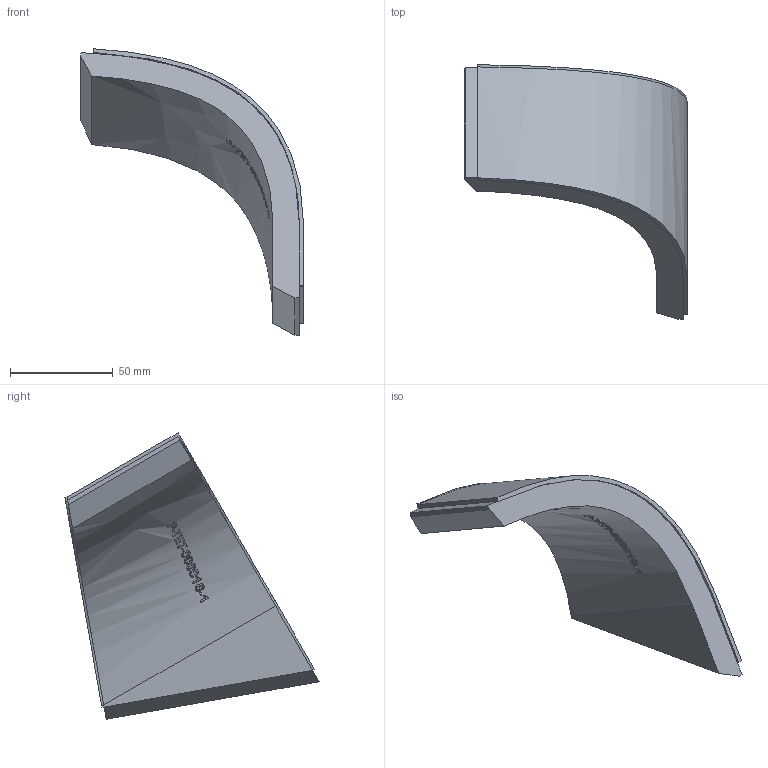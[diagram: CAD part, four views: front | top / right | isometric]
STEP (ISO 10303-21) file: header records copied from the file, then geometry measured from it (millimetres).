
FILE_DESCRIPTION(/* description */ (''),/* implementation_level */ '2;1');
FILE_NAME(/* name */ 'P-TET-000016-1_Enclosure_corner-right.step',/* time_stamp */ '2020-08-31T13:36:58-04:00',/* author */ (''),/* organization */ (''),/* preprocessor_version */ 'ST-DEVELOPER v18.1',/* originating_system */ 'Autodesk Translation Framework v9.3.0.1241',/* authorisation */ '');
FILE_SCHEMA (('AUTOMOTIVE_DESIGN { 1 0 10303 214 3 1 1 }'));
Length unit declared in the file: millimetre
Products named in the file (1): P-TET-000016-0
Bounding box: 108.02 x 123.5 x 139.12 mm (x, y, z)
Volume: 196840.4 mm3; surface area: 35407.8 mm2
Topology: 1 solids, 1 shells, 336 faces, 935 edges, 621 vertices
Faces by surface type: bspline 281, plane 55
Entity records: 17494 total; most frequent: CARTESIAN_POINT 10855, ORIENTED_EDGE 1870, EDGE_CURVE 935, VERTEX_POINT 621, B_SPLINE_CURVE_WITH_KNOTS 594, DIRECTION 453, EDGE_LOOP 356, LINE 341
